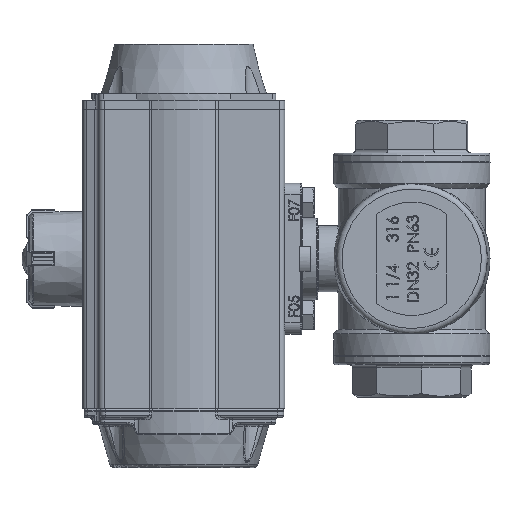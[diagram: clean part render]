
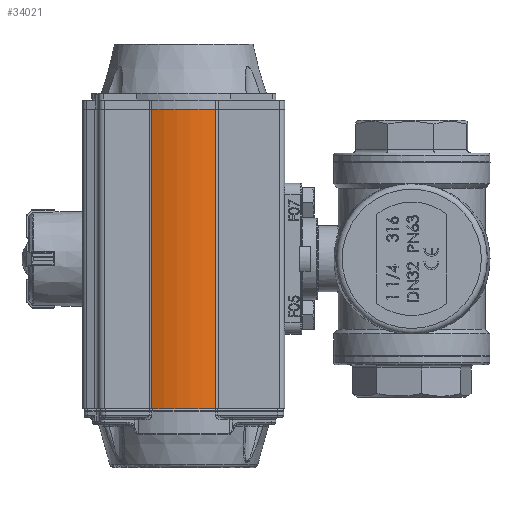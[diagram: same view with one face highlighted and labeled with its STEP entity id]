
A CAD part, left-side view. The second image highlights one B-rep face of the part: STEP entity #34021.
In plain terms, the highlighted cylindrical face has radius 37 mm (diameter 74 mm), a partial arc.
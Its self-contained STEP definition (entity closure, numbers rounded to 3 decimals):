
#4214=LINE('',#81748,#6246);
#4215=LINE('',#81749,#6247);
#6246=VECTOR('',#45602,1000.);
#6247=VECTOR('',#45603,1000.);
#6998=CYLINDRICAL_SURFACE('',#37434,37.);
#16575=ORIENTED_EDGE('',*,*,#21475,.F.);
#16576=ORIENTED_EDGE('',*,*,#21512,.T.);
#16577=ORIENTED_EDGE('',*,*,#21486,.T.);
#16578=ORIENTED_EDGE('',*,*,#21513,.T.);
#21475=EDGE_CURVE('',#24742,#24743,#26134,.T.);
#21486=EDGE_CURVE('',#24754,#24753,#26140,.T.);
#21512=EDGE_CURVE('',#24742,#24754,#4214,.F.);
#21513=EDGE_CURVE('',#24753,#24743,#4215,.T.);
#24742=VERTEX_POINT('',#81665);
#24743=VERTEX_POINT('',#81667);
#24753=VERTEX_POINT('',#81688);
#24754=VERTEX_POINT('',#81690);
#26134=CIRCLE('',#37409,37.);
#26140=CIRCLE('',#37416,37.);
#28646=EDGE_LOOP('',(#16575,#16576,#16577,#16578));
#31209=FACE_BOUND('',#28646,.T.);
#34021=ADVANCED_FACE('',(#31209),#6998,.T.);
#37409=AXIS2_PLACEMENT_3D('',#81666,#45532,#45533);
#37416=AXIS2_PLACEMENT_3D('',#81689,#45551,#45552);
#37434=AXIS2_PLACEMENT_3D('',#81747,#45600,#45601);
#45532=DIRECTION('',(0.,0.,1.));
#45533=DIRECTION('',(1.,0.,0.));
#45551=DIRECTION('',(0.,0.,1.));
#45552=DIRECTION('',(1.,0.,0.));
#45600=DIRECTION('',(0.,0.,1.));
#45601=DIRECTION('',(1.,0.,0.));
#45602=DIRECTION('',(0.,0.,1.));
#45603=DIRECTION('',(0.,0.,1.));
#81665=CARTESIAN_POINT('',(-34.19,14.151,132.));
#81666=CARTESIAN_POINT('',(0.,0.007,132.));
#81667=CARTESIAN_POINT('',(-34.19,-14.137,132.));
#81688=CARTESIAN_POINT('',(-34.19,-14.137,0.));
#81689=CARTESIAN_POINT('',(0.,0.007,0.));
#81690=CARTESIAN_POINT('',(-34.19,14.151,0.));
#81747=CARTESIAN_POINT('',(0.,0.007,0.));
#81748=CARTESIAN_POINT('',(-34.19,14.151,0.));
#81749=CARTESIAN_POINT('',(-34.19,-14.137,0.));
